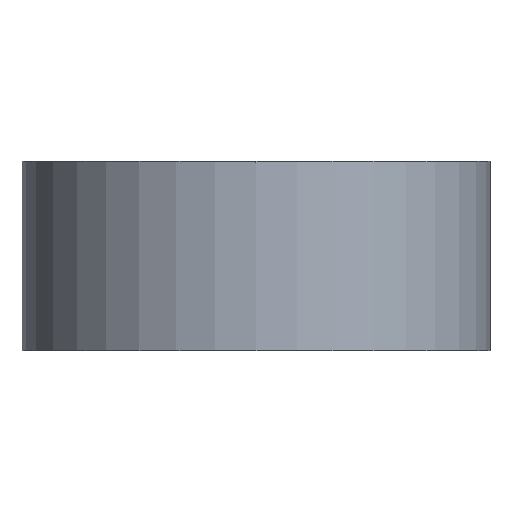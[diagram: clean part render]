
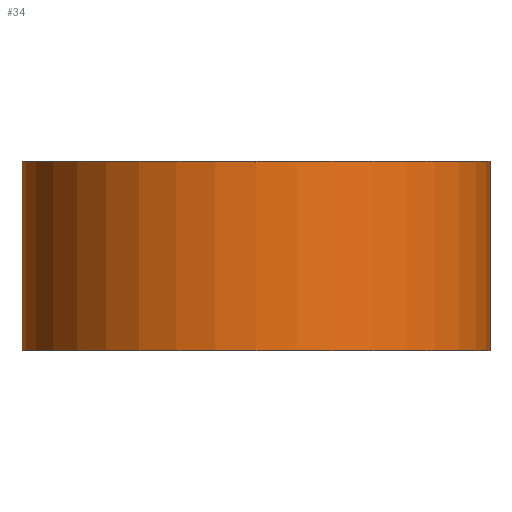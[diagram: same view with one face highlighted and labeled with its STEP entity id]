
A CAD part, front view. The second image highlights one B-rep face of the part: STEP entity #34.
In plain terms, the highlighted cylindrical face has radius 4.5 mm (diameter 9 mm), a partial arc.
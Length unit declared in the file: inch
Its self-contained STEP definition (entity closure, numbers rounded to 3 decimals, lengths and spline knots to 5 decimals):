
#12 = EDGE_CURVE ( 'NONE', #39, #22, #95, .T. ) ;
#15 = EDGE_CURVE ( 'NONE', #29, #22, #96, .T. ) ;
#22 = VERTEX_POINT ( 'NONE', #194 ) ;
#24 = VERTEX_POINT ( 'NONE', #188 ) ;
#29 = VERTEX_POINT ( 'NONE', #181 ) ;
#30 = VERTEX_POINT ( 'NONE', #180 ) ;
#31 = ORIENTED_EDGE ( 'NONE', *, *, #44, .F. ) ;
#32 = ORIENTED_EDGE ( 'NONE', *, *, #48, .F. ) ;
#33 = ORIENTED_EDGE ( 'NONE', *, *, #38, .T. ) ;
#34 = ADVANCED_FACE ( 'NONE', ( #179 ), #128, .T. ) ;
#35 = ORIENTED_EDGE ( 'NONE', *, *, #12, .F. ) ;
#36 = ORIENTED_EDGE ( 'NONE', *, *, #15, .T. ) ;
#38 = EDGE_CURVE ( 'NONE', #30, #29, #173, .T. ) ;
#39 = VERTEX_POINT ( 'NONE', #169 ) ;
#43 = EDGE_LOOP ( 'NONE', ( #32, #33, #36, #35, #31 ) ) ;
#44 = EDGE_CURVE ( 'NONE', #24, #39, #255, .T. ) ;
#48 = EDGE_CURVE ( 'NONE', #30, #24, #227, .T. ) ;
#89 = DIRECTION ( 'NONE',  ( 0., 0., 1. ) ) ;
#90 = VECTOR ( 'NONE', #89, 39.37008 ) ;
#93 = DIRECTION ( 'NONE',  ( 0., 0., 1. ) ) ;
#94 = AXIS2_PLACEMENT_3D ( 'NONE', #98, #93, #101 ) ;
#95 = CIRCLE ( 'NONE', #94, 0.17717 ) ;
#96 = LINE ( 'NONE', #99, #90 ) ;
#98 = CARTESIAN_POINT ( 'NONE',  ( 0., 0., 0.10386 ) ) ;
#99 = CARTESIAN_POINT ( 'NONE',  ( 0.17717, 0., 0.35501 ) ) ;
#101 = DIRECTION ( 'NONE',  ( 1., 0., 0. ) ) ;
#128 = CYLINDRICAL_SURFACE ( 'NONE', #134, 0.17717 ) ;
#130 = CARTESIAN_POINT ( 'NONE',  ( 0., 0., -0.03937 ) ) ;
#131 = DIRECTION ( 'NONE',  ( 1., 0., 0. ) ) ;
#132 = DIRECTION ( 'NONE',  ( 0., 0., 1. ) ) ;
#133 = CARTESIAN_POINT ( 'NONE',  ( 0., 0., 0.35501 ) ) ;
#134 = AXIS2_PLACEMENT_3D ( 'NONE', #133, #132, #131 ) ;
#169 = CARTESIAN_POINT ( 'NONE',  ( 0., -0.17717, 0.10386 ) ) ;
#170 = DIRECTION ( 'NONE',  ( 1., 0., 0. ) ) ;
#171 = DIRECTION ( 'NONE',  ( 0., 0., 1. ) ) ;
#172 = AXIS2_PLACEMENT_3D ( 'NONE', #130, #171, #170 ) ;
#173 = CIRCLE ( 'NONE', #172, 0.17717 ) ;
#179 = FACE_OUTER_BOUND ( 'NONE', #43, .T. ) ;
#180 = CARTESIAN_POINT ( 'NONE',  ( -0.17717, 0., -0.03937 ) ) ;
#181 = CARTESIAN_POINT ( 'NONE',  ( 0.17717, 0., -0.03937 ) ) ;
#188 = CARTESIAN_POINT ( 'NONE',  ( -0.17717, 0., 0.10386 ) ) ;
#194 = CARTESIAN_POINT ( 'NONE',  ( 0.17717, 0., 0.10386 ) ) ;
#224 = DIRECTION ( 'NONE',  ( 0., 0., 1. ) ) ;
#225 = VECTOR ( 'NONE', #224, 39.37008 ) ;
#226 = CARTESIAN_POINT ( 'NONE',  ( -0.17717, 0., 0.35501 ) ) ;
#227 = LINE ( 'NONE', #226, #225 ) ;
#251 = DIRECTION ( 'NONE',  ( 1., 0., 0. ) ) ;
#252 = DIRECTION ( 'NONE',  ( 0., 0., 1. ) ) ;
#253 = CARTESIAN_POINT ( 'NONE',  ( 0., 0., 0.10386 ) ) ;
#254 = AXIS2_PLACEMENT_3D ( 'NONE', #253, #252, #251 ) ;
#255 = CIRCLE ( 'NONE', #254, 0.17717 ) ;
